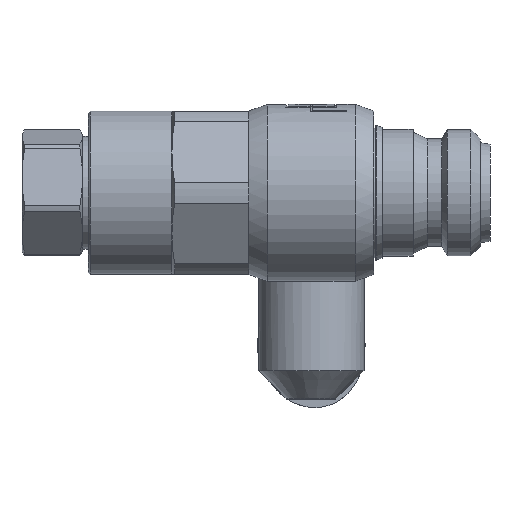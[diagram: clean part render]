
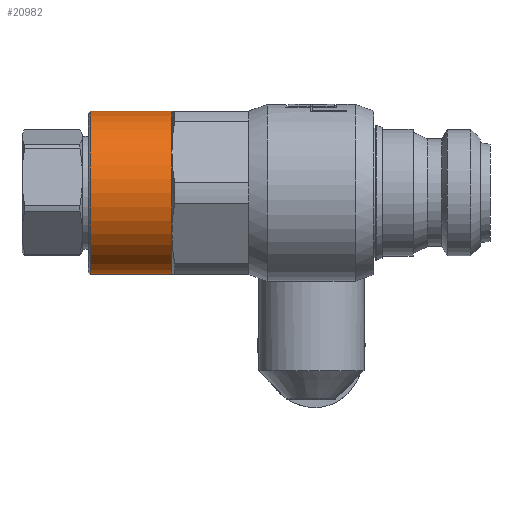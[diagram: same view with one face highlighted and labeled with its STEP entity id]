
A CAD part, left-side view. The second image highlights one B-rep face of the part: STEP entity #20982.
In plain terms, the highlighted cylindrical face has radius 8.5 mm (diameter 17 mm), a full revolution.
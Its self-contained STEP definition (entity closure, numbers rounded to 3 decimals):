
#20292=CARTESIAN_POINT('',(-7.361,33.1,4.25));
#20293=VERTEX_POINT('',#20292);
#20316=CARTESIAN_POINT('',(0.,33.1,8.5));
#20317=VERTEX_POINT('',#20316);
#20331=CARTESIAN_POINT('',(0.,33.1,0.0));
#20332=DIRECTION('',(0.0,1.0,0.0));
#20333=DIRECTION('',(1.0,0.0,0.0));
#20334=AXIS2_PLACEMENT_3D('',#20331,#20332,#20333);
#20335=CIRCLE('',#20334,8.5);
#20336=EDGE_CURVE('',#20293,#20317,#20335,.T.);
#20348=CARTESIAN_POINT('',(-7.361,33.1,-4.25));
#20349=VERTEX_POINT('',#20348);
#20385=CARTESIAN_POINT('',(0.,33.1,0.0));
#20386=DIRECTION('',(0.0,1.0,0.0));
#20387=DIRECTION('',(1.0,0.0,0.0));
#20388=AXIS2_PLACEMENT_3D('',#20385,#20386,#20387);
#20389=CIRCLE('',#20388,8.5);
#20390=EDGE_CURVE('',#20349,#20293,#20389,.T.);
#20415=CARTESIAN_POINT('',(0.,33.1,-8.5));
#20416=VERTEX_POINT('',#20415);
#20417=CARTESIAN_POINT('',(0.,33.1,0.0));
#20418=DIRECTION('',(0.0,1.0,0.0));
#20419=DIRECTION('',(1.0,0.0,0.0));
#20420=AXIS2_PLACEMENT_3D('',#20417,#20418,#20419);
#20421=CIRCLE('',#20420,8.5);
#20422=EDGE_CURVE('',#20416,#20349,#20421,.T.);
#20469=CARTESIAN_POINT('',(7.361,33.1,-4.25));
#20470=VERTEX_POINT('',#20469);
#20471=CARTESIAN_POINT('',(0.,33.1,0.0));
#20472=DIRECTION('',(0.0,1.0,0.0));
#20473=DIRECTION('',(1.0,0.0,0.0));
#20474=AXIS2_PLACEMENT_3D('',#20471,#20472,#20473);
#20475=CIRCLE('',#20474,8.5);
#20476=EDGE_CURVE('',#20470,#20416,#20475,.T.);
#20523=CARTESIAN_POINT('',(7.361,33.1,4.25));
#20524=VERTEX_POINT('',#20523);
#20525=CARTESIAN_POINT('',(0.,33.1,0.0));
#20526=DIRECTION('',(0.0,1.0,0.0));
#20527=DIRECTION('',(1.0,0.0,0.0));
#20528=AXIS2_PLACEMENT_3D('',#20525,#20526,#20527);
#20529=CIRCLE('',#20528,8.5);
#20530=EDGE_CURVE('',#20524,#20470,#20529,.T.);
#20577=CARTESIAN_POINT('',(0.,33.1,0.0));
#20578=DIRECTION('',(0.0,1.0,0.0));
#20579=DIRECTION('',(1.0,0.0,0.0));
#20580=AXIS2_PLACEMENT_3D('',#20577,#20578,#20579);
#20581=CIRCLE('',#20580,8.5);
#20582=EDGE_CURVE('',#20317,#20524,#20581,.T.);
#20945=CARTESIAN_POINT('',(8.5,41.6,0.));
#20946=VERTEX_POINT('',#20945);
#20947=CARTESIAN_POINT('',(0.,41.6,0.0));
#20948=DIRECTION('',(0.0,1.0,0.0));
#20949=DIRECTION('',(-1.0,0.0,0.0));
#20950=AXIS2_PLACEMENT_3D('',#20947,#20948,#20949);
#20951=CIRCLE('',#20950,8.5);
#20952=EDGE_CURVE('',#20946,#20946,#20951,.T.);
#20966=CARTESIAN_POINT('',(0.,33.45,0.0));
#20967=DIRECTION('',(0.,-1.0,0.0));
#20968=DIRECTION('',(1.0,0.0,0.0));
#20969=AXIS2_PLACEMENT_3D('',#20966,#20967,#20968);
#20970=CYLINDRICAL_SURFACE('',#20969,8.5);
#20971=ORIENTED_EDGE('',*,*,#20530,.T.);
#20972=ORIENTED_EDGE('',*,*,#20476,.T.);
#20973=ORIENTED_EDGE('',*,*,#20422,.T.);
#20974=ORIENTED_EDGE('',*,*,#20390,.T.);
#20975=ORIENTED_EDGE('',*,*,#20336,.T.);
#20976=ORIENTED_EDGE('',*,*,#20582,.T.);
#20977=EDGE_LOOP('',(#20971,#20972,#20973,#20974,#20975,#20976));
#20978=FACE_OUTER_BOUND('',#20977,.T.);
#20979=ORIENTED_EDGE('',*,*,#20952,.F.);
#20980=EDGE_LOOP('',(#20979));
#20981=FACE_BOUND('',#20980,.T.);
#20982=ADVANCED_FACE('',(#20978,#20981),#20970,.T.);
